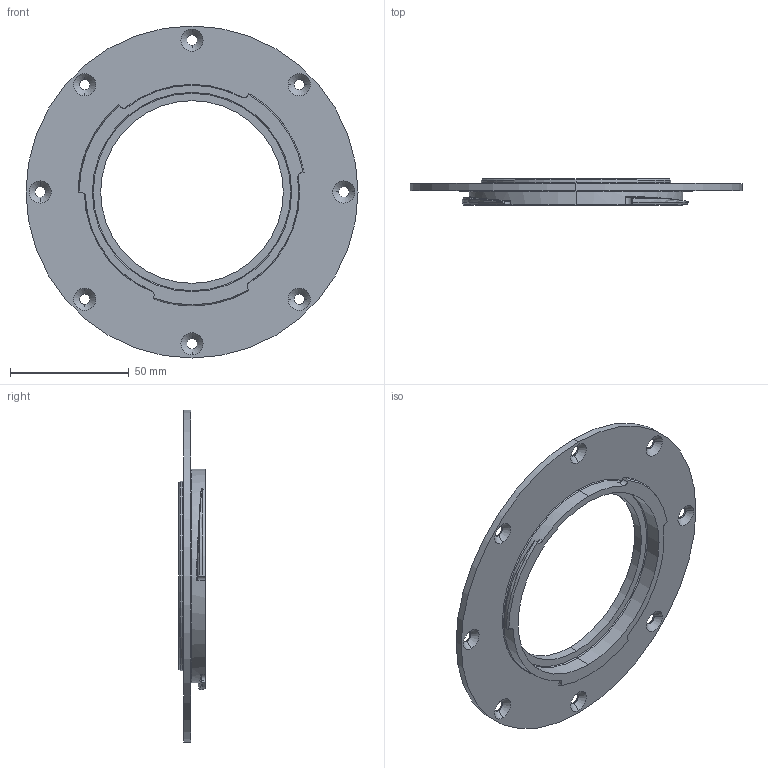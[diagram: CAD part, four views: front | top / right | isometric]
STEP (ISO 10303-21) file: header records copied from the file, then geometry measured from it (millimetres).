
FILE_DESCRIPTION (( 'STEP AP214' ), '1' );
FILE_NAME ('MINT032-M-1003.ipt.STEP', '2025-02-26T10:18:26', ( '' ), ( '' ), 'SwSTEP 2.0', 'SolidWorks 2025', '' );
FILE_SCHEMA (( 'AUTOMOTIVE_DESIGN' ));
Length unit declared in the file: millimetre
Products named in the file (1): MINT032-M-1003.ipt
Bounding box: 140 x 11 x 140 mm (x, y, z)
Volume: 36999.6 mm3; surface area: 28295.8 mm2
Topology: 1 solids, 1 shells, 89 faces, 228 edges, 144 vertices
Faces by surface type: cylinder 36, cone 24, plane 17, torus 9, bspline 3
Entity records: 3067 total; most frequent: CARTESIAN_POINT 819, DIRECTION 491, ORIENTED_EDGE 456, EDGE_CURVE 228, AXIS2_PLACEMENT_3D 202, VERTEX_POINT 144, CIRCLE 115, EDGE_LOOP 110
